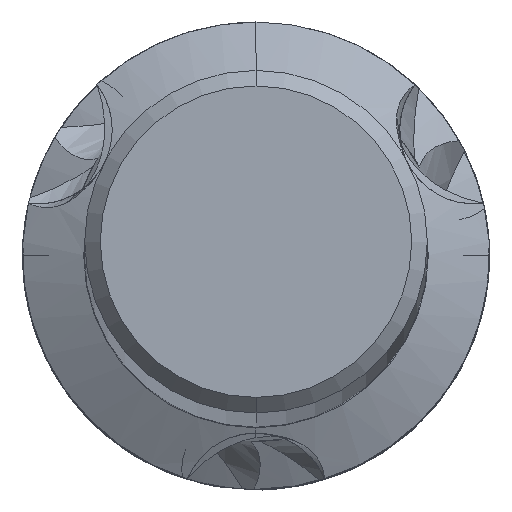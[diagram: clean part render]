
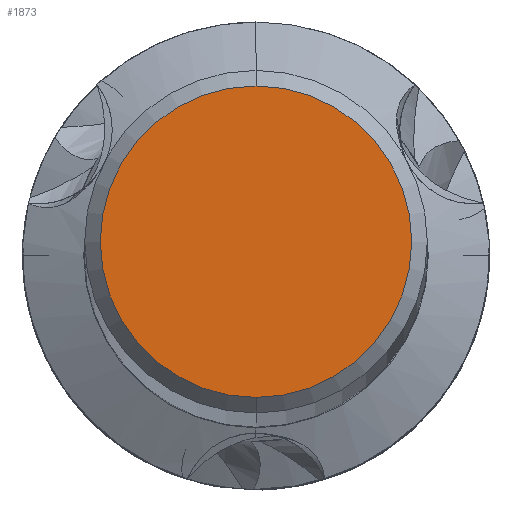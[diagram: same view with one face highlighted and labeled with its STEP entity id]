
A CAD part, top view. The second image highlights one B-rep face of the part: STEP entity #1873.
In plain terms, the highlighted planar face has unit normal (0, 0, 1).
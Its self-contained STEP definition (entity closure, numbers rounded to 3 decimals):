
#1375=VERTEX_POINT('',#3981);
#1499=EDGE_CURVE('',#2031,#1375,#4117,.T.);
#1873=ADVANCED_FACE('',(#4521),#4522,.T.);
#2031=VERTEX_POINT('',#4692);
#2639=EDGE_CURVE('',#1375,#2031,#5351,.T.);
#3981=CARTESIAN_POINT('',(0.0,1.0,0.0));
#4117=CIRCLE('',#7378,1.0);
#4521=FACE_OUTER_BOUND('',#8740,.T.);
#4522=PLANE('',#8741);
#4692=CARTESIAN_POINT('',(0.,-1.0,0.0));
#5351=CIRCLE('',#10811,1.0);
#7378=AXIS2_PLACEMENT_3D('',#14445,#14446,#14447);
#8740=EDGE_LOOP('',(#14886,#14887));
#8741=AXIS2_PLACEMENT_3D('',#14888,#14889,#14890);
#10811=AXIS2_PLACEMENT_3D('',#15767,#15768,#15769);
#14445=CARTESIAN_POINT('',(0.0,0.0,0.0));
#14446=DIRECTION('',(0.0,0.0,-1.0));
#14447=DIRECTION('',(0.0,1.0,0.0));
#14886=ORIENTED_EDGE('',*,*,#2639,.F.);
#14887=ORIENTED_EDGE('',*,*,#1499,.F.);
#14888=CARTESIAN_POINT('',(0.0,0.5,0.0));
#14889=DIRECTION('',(-0.0,0.0,1.0));
#14890=DIRECTION('',(0.0,-1.0,0.0));
#15767=CARTESIAN_POINT('',(0.0,0.0,0.0));
#15768=DIRECTION('',(0.0,0.0,-1.0));
#15769=DIRECTION('',(0.0,1.0,0.0));
